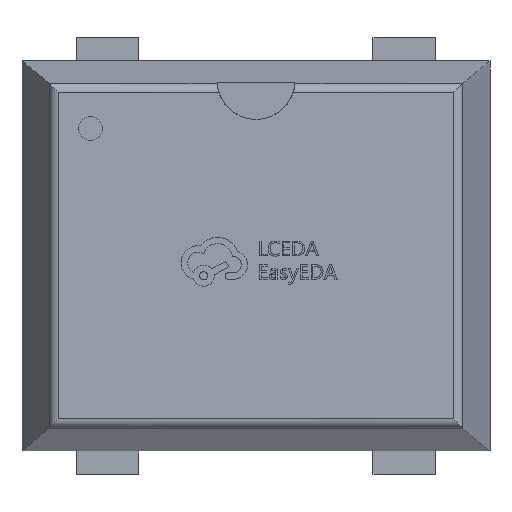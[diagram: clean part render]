
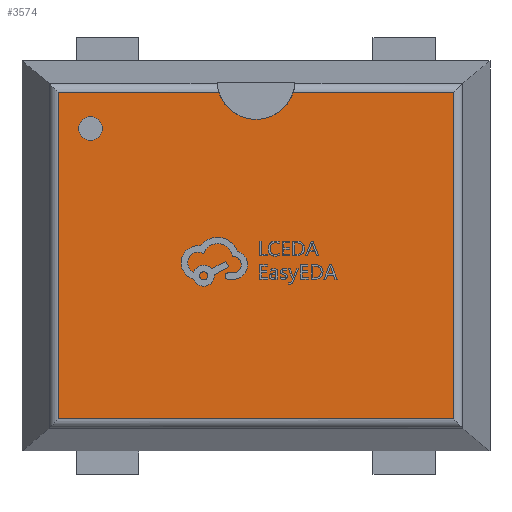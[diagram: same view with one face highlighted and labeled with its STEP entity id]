
A CAD part, top view. The second image highlights one B-rep face of the part: STEP entity #3574.
In plain terms, the highlighted planar face has unit normal (0, 0, 1).
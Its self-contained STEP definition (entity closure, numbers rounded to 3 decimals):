
#638 = CARTESIAN_POINT ( 'NONE',  ( 2.417, 3.701, 0.6 ) ) ;
#686 = ORIENTED_EDGE ( 'NONE', *, *, #9457, .T. ) ;
#688 = LINE ( 'NONE', #9895, #2424 ) ;
#1105 = EDGE_CURVE ( 'NONE', #7522, #8442, #7148, .T. ) ;
#1334 = DIRECTION ( 'NONE',  ( 0., 0., 1. ) ) ;
#1473 = EDGE_LOOP ( 'NONE', ( #5781, #4896 ) ) ;
#1475 = VECTOR ( 'NONE', #8181, 1000. ) ;
#1963 = DIRECTION ( 'NONE',  ( -1., 0., 0. ) ) ;
#2041 = DIRECTION ( 'NONE',  ( -1., 0., 0. ) ) ;
#2283 = CARTESIAN_POINT ( 'NONE',  ( 1.15, 3.701, 0.6 ) ) ;
#2355 = EDGE_LOOP ( 'NONE', ( #5814, #10619, #686, #2761, #5387, #6473 ) ) ;
#2396 = VERTEX_POINT ( 'NONE', #11873 ) ;
#2424 = VECTOR ( 'NONE', #10767, 1000. ) ;
#2570 = AXIS2_PLACEMENT_3D ( 'NONE', #2283, #7110, #2041 ) ;
#2687 = CARTESIAN_POINT ( 'NONE',  ( -0.117, 4.747, 0.6 ) ) ;
#2761 = ORIENTED_EDGE ( 'NONE', *, *, #7997, .T. ) ;
#3044 = FACE_OUTER_BOUND ( 'NONE', #2355, .T. ) ;
#3574 = ADVANCED_FACE ( 'NONE', ( #4092, #3044 ), #5103, .F. ) ;
#3867 = CIRCLE ( 'NONE', #11374, 0.25 ) ;
#4092 = FACE_BOUND ( 'NONE', #1473, .T. ) ;
#4329 = EDGE_CURVE ( 'NONE', #8442, #7522, #4855, .T. ) ;
#4402 = DIRECTION ( 'NONE',  ( 1., 0., 0. ) ) ;
#4503 = VERTEX_POINT ( 'NONE', #12382 ) ;
#4855 = CIRCLE ( 'NONE', #11496, 0.076 ) ;
#4896 = ORIENTED_EDGE ( 'NONE', *, *, #1105, .F. ) ;
#5012 = EDGE_CURVE ( 'NONE', #4503, #10412, #3867, .T. ) ;
#5052 = VERTEX_POINT ( 'NONE', #11653 ) ;
#5103 = PLANE ( 'NONE',  #2570 ) ;
#5233 = LINE ( 'NONE', #8114, #1475 ) ;
#5387 = ORIENTED_EDGE ( 'NONE', *, *, #8031, .T. ) ;
#5403 = DIRECTION ( 'NONE',  ( 1., 0., 0. ) ) ;
#5670 = CARTESIAN_POINT ( 'NONE',  ( 0.089, 4.516, 0.6 ) ) ;
#5781 = ORIENTED_EDGE ( 'NONE', *, *, #4329, .F. ) ;
#5814 = ORIENTED_EDGE ( 'NONE', *, *, #11906, .T. ) ;
#5829 = VECTOR ( 'NONE', #7973, 1000. ) ;
#6025 = VECTOR ( 'NONE', #1963, 1000. ) ;
#6473 = ORIENTED_EDGE ( 'NONE', *, *, #11449, .T. ) ;
#6620 = DIRECTION ( 'NONE',  ( 0., 0., 1. ) ) ;
#6728 = VERTEX_POINT ( 'NONE', #2687 ) ;
#7087 = CARTESIAN_POINT ( 'NONE',  ( 1.388, 4.747, 0.6 ) ) ;
#7110 = DIRECTION ( 'NONE',  ( 0., 0., -1. ) ) ;
#7148 = CIRCLE ( 'NONE', #12290, 0.076 ) ;
#7522 = VERTEX_POINT ( 'NONE', #10737 ) ;
#7973 = DIRECTION ( 'NONE',  ( 1., 0., 0. ) ) ;
#7997 = EDGE_CURVE ( 'NONE', #6728, #10323, #688, .T. ) ;
#8031 = EDGE_CURVE ( 'NONE', #10323, #5052, #8841, .T. ) ;
#8041 = LINE ( 'NONE', #9962, #6025 ) ;
#8114 = CARTESIAN_POINT ( 'NONE',  ( 1.15, 4.747, 0.6 ) ) ;
#8181 = DIRECTION ( 'NONE',  ( -1., 0., 0. ) ) ;
#8442 = VERTEX_POINT ( 'NONE', #13144 ) ;
#8841 = LINE ( 'NONE', #10979, #5829 ) ;
#9057 = DIRECTION ( 'NONE',  ( 0., 0., 1. ) ) ;
#9457 = EDGE_CURVE ( 'NONE', #4503, #6728, #8041, .T. ) ;
#9895 = CARTESIAN_POINT ( 'NONE',  ( -0.117, 3.701, 0.6 ) ) ;
#9917 = LINE ( 'NONE', #638, #10218 ) ;
#9962 = CARTESIAN_POINT ( 'NONE',  ( 1.15, 4.747, 0.6 ) ) ;
#10218 = VECTOR ( 'NONE', #13080, 1000. ) ;
#10323 = VERTEX_POINT ( 'NONE', #11643 ) ;
#10412 = VERTEX_POINT ( 'NONE', #7087 ) ;
#10482 = CARTESIAN_POINT ( 'NONE',  ( 0.089, 4.516, 0.6 ) ) ;
#10619 = ORIENTED_EDGE ( 'NONE', *, *, #5012, .F. ) ;
#10737 = CARTESIAN_POINT ( 'NONE',  ( 0.013, 4.516, 0.6 ) ) ;
#10767 = DIRECTION ( 'NONE',  ( 0., -1., 0. ) ) ;
#10924 = CARTESIAN_POINT ( 'NONE',  ( 1.15, 4.825, 0.6 ) ) ;
#10979 = CARTESIAN_POINT ( 'NONE',  ( 1.15, 2.655, 0.6 ) ) ;
#11374 = AXIS2_PLACEMENT_3D ( 'NONE', #10924, #9057, #12002 ) ;
#11449 = EDGE_CURVE ( 'NONE', #5052, #2396, #9917, .T. ) ;
#11496 = AXIS2_PLACEMENT_3D ( 'NONE', #5670, #6620, #4402 ) ;
#11643 = CARTESIAN_POINT ( 'NONE',  ( -0.117, 2.655, 0.6 ) ) ;
#11653 = CARTESIAN_POINT ( 'NONE',  ( 2.417, 2.655, 0.6 ) ) ;
#11873 = CARTESIAN_POINT ( 'NONE',  ( 2.417, 4.747, 0.6 ) ) ;
#11906 = EDGE_CURVE ( 'NONE', #2396, #10412, #5233, .T. ) ;
#12002 = DIRECTION ( 'NONE',  ( 1., 0., 0. ) ) ;
#12290 = AXIS2_PLACEMENT_3D ( 'NONE', #10482, #1334, #5403 ) ;
#12382 = CARTESIAN_POINT ( 'NONE',  ( 0.912, 4.747, 0.6 ) ) ;
#13080 = DIRECTION ( 'NONE',  ( 0., 1., 0. ) ) ;
#13144 = CARTESIAN_POINT ( 'NONE',  ( 0.164, 4.516, 0.6 ) ) ;
